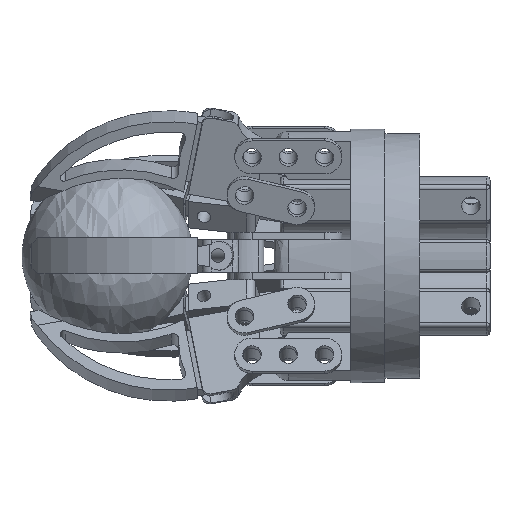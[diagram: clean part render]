
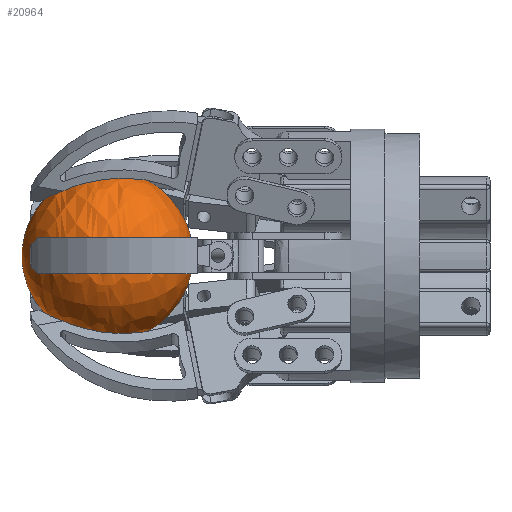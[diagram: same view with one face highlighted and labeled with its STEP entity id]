
A CAD part, left-side view. The second image highlights one B-rep face of the part: STEP entity #20964.
In plain terms, the highlighted free-form (B-spline) face has degree [2, 2] with [9, 5] control points.
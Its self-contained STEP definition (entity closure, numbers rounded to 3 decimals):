
#20964 = ADVANCED_FACE('',(#20965),#20969,.T.);
#20965 = FACE_BOUND('',#20966,.T.);
#20966 = VERTEX_LOOP('',#20967);
#20967 = VERTEX_POINT('',#20968);
#20968 = CARTESIAN_POINT('',(-16.732,120.192,
    0.));
#20969 = ( BOUNDED_SURFACE() B_SPLINE_SURFACE(2,2,(
    (#20970,#20971,#20972,#20973,#20974)
    ,(#20975,#20976,#20977,#20978,#20979)
    ,(#20980,#20981,#20982,#20983,#20984)
    ,(#20985,#20986,#20987,#20988,#20989)
    ,(#20990,#20991,#20992,#20993,#20994)
    ,(#20995,#20996,#20997,#20998,#20999)
    ,(#21000,#21001,#21002,#21003,#21004)
    ,(#21005,#21006,#21007,#21008,#21009)
    ,(#21010,#21011,#21012,#21013,#21014
)),.UNSPECIFIED.,.T.,.F.,.F.) B_SPLINE_SURFACE_WITH_KNOTS((3,2,2,2,3),(3
    ,2,3),(-3.142,-2.094,0.,2.094,
    3.142),(-1.571,0.,1.571),.UNSPECIFIED.) 
GEOMETRIC_REPRESENTATION_ITEM() RATIONAL_B_SPLINE_SURFACE((
    (0.75,0.53,0.75,0.53,0.75)
    ,(0.75,0.53,0.75,0.53,0.75)
    ,(1.,0.707,1.,0.707,1.)
    ,(0.5,0.354,0.5,0.354,0.5)
    ,(1.,0.707,1.,0.707,1.)
    ,(0.5,0.354,0.5,0.354,0.5)
    ,(1.,0.707,1.,0.707,1.)
    ,(0.75,0.53,0.75,0.53,0.75)
,(0.75,0.53,0.75,0.53,0.75
))) REPRESENTATION_ITEM('') SURFACE() );
#20970 = CARTESIAN_POINT('',(-16.732,69.949,
    0.));
#20971 = CARTESIAN_POINT('',(-37.056,69.949,
    -14.766));
#20972 = CARTESIAN_POINT('',(-37.056,95.07,
    -14.766));
#20973 = CARTESIAN_POINT('',(-37.056,120.192,
    -14.766));
#20974 = CARTESIAN_POINT('',(-16.732,120.192,
    0.));
#20975 = CARTESIAN_POINT('',(-16.732,69.949,
    0.));
#20976 = CARTESIAN_POINT('',(-45.581,69.949,
    -3.032));
#20977 = CARTESIAN_POINT('',(-45.581,95.07,
    -3.032));
#20978 = CARTESIAN_POINT('',(-45.581,120.192,
    -3.032));
#20979 = CARTESIAN_POINT('',(-16.732,120.192,
    0.));
#20980 = CARTESIAN_POINT('',(-16.732,69.949,
    0.));
#20981 = CARTESIAN_POINT('',(-39.682,69.949,
    10.218));
#20982 = CARTESIAN_POINT('',(-39.682,95.07,
    10.218));
#20983 = CARTESIAN_POINT('',(-39.682,120.192,
    10.218));
#20984 = CARTESIAN_POINT('',(-16.732,120.192,
    0.));
#20985 = CARTESIAN_POINT('',(-16.732,69.949,
    0.));
#20986 = CARTESIAN_POINT('',(-21.984,69.949,
    49.967));
#20987 = CARTESIAN_POINT('',(-21.984,95.07,
    49.967));
#20988 = CARTESIAN_POINT('',(-21.984,120.192,
    49.967));
#20989 = CARTESIAN_POINT('',(-16.732,120.192,
    0.));
#20990 = CARTESIAN_POINT('',(-16.732,69.949,
    0.));
#20991 = CARTESIAN_POINT('',(3.591,69.949,
    14.766));
#20992 = CARTESIAN_POINT('',(3.591,95.07,
    14.766));
#20993 = CARTESIAN_POINT('',(3.591,120.192,
    14.766));
#20994 = CARTESIAN_POINT('',(-16.732,120.192,
    0.));
#20995 = CARTESIAN_POINT('',(-16.732,69.949,
    0.));
#20996 = CARTESIAN_POINT('',(29.166,69.949,
    -20.435));
#20997 = CARTESIAN_POINT('',(29.166,95.07,
    -20.435));
#20998 = CARTESIAN_POINT('',(29.166,120.192,
    -20.435));
#20999 = CARTESIAN_POINT('',(-16.732,120.192,
    0.));
#21000 = CARTESIAN_POINT('',(-16.732,69.949,
    0.));
#21001 = CARTESIAN_POINT('',(-14.107,69.949,
    -24.983));
#21002 = CARTESIAN_POINT('',(-14.107,95.07,
    -24.983));
#21003 = CARTESIAN_POINT('',(-14.107,120.192,
    -24.983));
#21004 = CARTESIAN_POINT('',(-16.732,120.192,
    0.));
#21005 = CARTESIAN_POINT('',(-16.732,69.949,
    0.));
#21006 = CARTESIAN_POINT('',(-28.531,69.949,
    -26.5));
#21007 = CARTESIAN_POINT('',(-28.531,95.07,
    -26.5));
#21008 = CARTESIAN_POINT('',(-28.531,120.192,
    -26.5));
#21009 = CARTESIAN_POINT('',(-16.732,120.192,
    0.));
#21010 = CARTESIAN_POINT('',(-16.732,69.949,
    0.));
#21011 = CARTESIAN_POINT('',(-37.056,69.949,
    -14.766));
#21012 = CARTESIAN_POINT('',(-37.056,95.07,
    -14.766));
#21013 = CARTESIAN_POINT('',(-37.056,120.192,
    -14.766));
#21014 = CARTESIAN_POINT('',(-16.732,120.192,
    0.));
